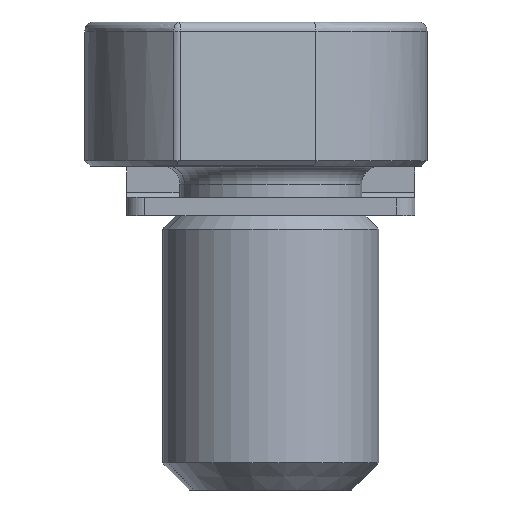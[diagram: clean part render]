
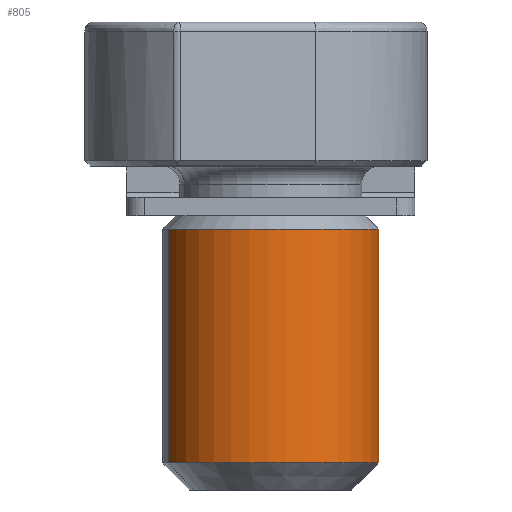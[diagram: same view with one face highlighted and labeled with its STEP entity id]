
A CAD part, left-side view. The second image highlights one B-rep face of the part: STEP entity #805.
In plain terms, the highlighted cylindrical face has radius 6 mm (diameter 12 mm), a partial arc.
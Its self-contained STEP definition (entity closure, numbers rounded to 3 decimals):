
#126 = VERTEX_POINT ( 'NONE', #995 ) ;
#186 = AXIS2_PLACEMENT_3D ( 'NONE', #644, #2127, #893 ) ;
#383 = LINE ( 'NONE', #2570, #833 ) ;
#447 = DIRECTION ( 'NONE',  ( 0., 0., 1. ) ) ;
#469 = FACE_OUTER_BOUND ( 'NONE', #1411, .T. ) ;
#495 = CARTESIAN_POINT ( 'NONE',  ( 6., 0., -18. ) ) ;
#537 = CIRCLE ( 'NONE', #3016, 6. ) ;
#584 = CARTESIAN_POINT ( 'NONE',  ( 0., 0., -16.5 ) ) ;
#644 = CARTESIAN_POINT ( 'NONE',  ( 0., 0., -18. ) ) ;
#675 = CARTESIAN_POINT ( 'NONE',  ( 6., 0., -3.5 ) ) ;
#805 = ADVANCED_FACE ( 'NONE', ( #469 ), #2837, .T. ) ;
#833 = VECTOR ( 'NONE', #447, 1000. ) ;
#893 = DIRECTION ( 'NONE',  ( 1., 0., 0. ) ) ;
#955 = LINE ( 'NONE', #495, #2507 ) ;
#995 = CARTESIAN_POINT ( 'NONE',  ( -6., 0., -3.5 ) ) ;
#1022 = DIRECTION ( 'NONE',  ( 0., 0., 1. ) ) ;
#1048 = VERTEX_POINT ( 'NONE', #675 ) ;
#1166 = ORIENTED_EDGE ( 'NONE', *, *, #1912, .F. ) ;
#1231 = CARTESIAN_POINT ( 'NONE',  ( -6., 0., -16.5 ) ) ;
#1305 = DIRECTION ( 'NONE',  ( 0., 0., 1. ) ) ;
#1356 = EDGE_CURVE ( 'NONE', #2120, #126, #383, .T. ) ;
#1368 = VERTEX_POINT ( 'NONE', #2326 ) ;
#1411 = EDGE_LOOP ( 'NONE', ( #2378, #2561, #1166, #1820 ) ) ;
#1743 = DIRECTION ( 'NONE',  ( 1., 0., 0. ) ) ;
#1820 = ORIENTED_EDGE ( 'NONE', *, *, #2084, .F. ) ;
#1912 = EDGE_CURVE ( 'NONE', #1048, #126, #537, .T. ) ;
#2084 = EDGE_CURVE ( 'NONE', #1368, #1048, #955, .T. ) ;
#2120 = VERTEX_POINT ( 'NONE', #1231 ) ;
#2127 = DIRECTION ( 'NONE',  ( 0., 0., 1. ) ) ;
#2189 = CARTESIAN_POINT ( 'NONE',  ( 0., 0., -3.5 ) ) ;
#2209 = CIRCLE ( 'NONE', #2363, 6. ) ;
#2230 = DIRECTION ( 'NONE',  ( 1., 0., 0. ) ) ;
#2326 = CARTESIAN_POINT ( 'NONE',  ( 6., 0., -16.5 ) ) ;
#2342 = EDGE_CURVE ( 'NONE', #1368, #2120, #2209, .T. ) ;
#2363 = AXIS2_PLACEMENT_3D ( 'NONE', #584, #1305, #2230 ) ;
#2378 = ORIENTED_EDGE ( 'NONE', *, *, #2342, .T. ) ;
#2507 = VECTOR ( 'NONE', #2642, 1000. ) ;
#2561 = ORIENTED_EDGE ( 'NONE', *, *, #1356, .T. ) ;
#2570 = CARTESIAN_POINT ( 'NONE',  ( -6., 0., -18. ) ) ;
#2642 = DIRECTION ( 'NONE',  ( 0., 0., 1. ) ) ;
#2837 = CYLINDRICAL_SURFACE ( 'NONE', #186, 6. ) ;
#3016 = AXIS2_PLACEMENT_3D ( 'NONE', #2189, #1022, #1743 ) ;
